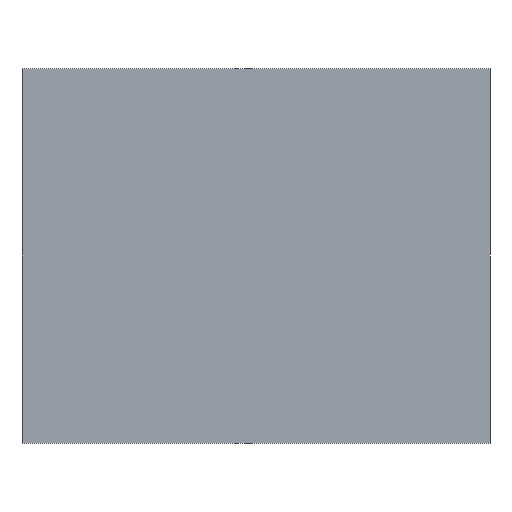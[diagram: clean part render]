
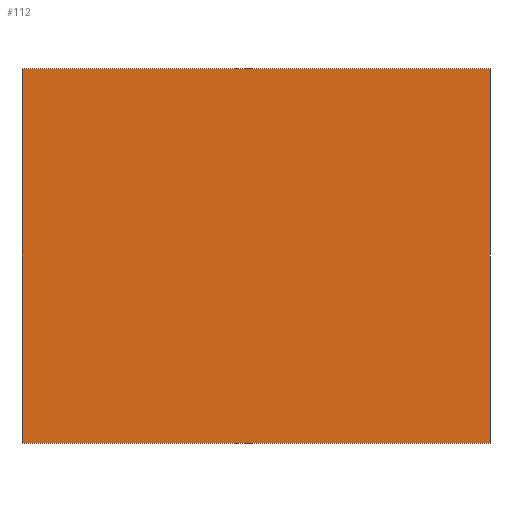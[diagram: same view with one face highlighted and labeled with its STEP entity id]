
A CAD part, front view. The second image highlights one B-rep face of the part: STEP entity #112.
In plain terms, the highlighted planar face has unit normal (0, -1, 0).
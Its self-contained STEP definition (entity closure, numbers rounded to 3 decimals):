
#14 = EDGE_CURVE ( 'NONE', #104, #191, #193, .T. ) ;
#15 = VECTOR ( 'NONE', #52, 1000. ) ;
#30 = AXIS2_PLACEMENT_3D ( 'NONE', #115, #126, #139 ) ;
#32 = ORIENTED_EDGE ( 'NONE', *, *, #14, .T. ) ;
#36 = ORIENTED_EDGE ( 'NONE', *, *, #43, .F. ) ;
#41 = LINE ( 'NONE', #121, #77 ) ;
#43 = EDGE_CURVE ( 'NONE', #197, #177, #196, .T. ) ;
#45 = CARTESIAN_POINT ( 'NONE',  ( 0., 0., 0. ) ) ;
#46 = EDGE_CURVE ( 'NONE', #197, #104, #41, .T. ) ;
#52 = DIRECTION ( 'NONE',  ( 1., 0., 0. ) ) ;
#56 = FACE_OUTER_BOUND ( 'NONE', #71, .T. ) ;
#62 = EDGE_CURVE ( 'NONE', #177, #191, #136, .T. ) ;
#64 = CARTESIAN_POINT ( 'NONE',  ( 2.5, 0., 0. ) ) ;
#71 = EDGE_LOOP ( 'NONE', ( #117, #32, #92, #36 ) ) ;
#77 = VECTOR ( 'NONE', #93, 1000. ) ;
#92 = ORIENTED_EDGE ( 'NONE', *, *, #62, .F. ) ;
#93 = DIRECTION ( 'NONE',  ( 0., 0., -1. ) ) ;
#104 = VERTEX_POINT ( 'NONE', #151 ) ;
#112 = ADVANCED_FACE ( 'NONE', ( #56 ), #116, .T. ) ;
#114 = VECTOR ( 'NONE', #179, 1000. ) ;
#115 = CARTESIAN_POINT ( 'NONE',  ( 0., 0., 0. ) ) ;
#116 = PLANE ( 'NONE',  #30 ) ;
#117 = ORIENTED_EDGE ( 'NONE', *, *, #46, .T. ) ;
#121 = CARTESIAN_POINT ( 'NONE',  ( 0., 0., 0. ) ) ;
#126 = DIRECTION ( 'NONE',  ( 0., -1., 0. ) ) ;
#131 = CARTESIAN_POINT ( 'NONE',  ( 0., 0., -2. ) ) ;
#136 = LINE ( 'NONE', #198, #114 ) ;
#139 = DIRECTION ( 'NONE',  ( 0., 0., -1. ) ) ;
#146 = CARTESIAN_POINT ( 'NONE',  ( 0., 0., 0. ) ) ;
#151 = CARTESIAN_POINT ( 'NONE',  ( 0., 0., -2. ) ) ;
#167 = CARTESIAN_POINT ( 'NONE',  ( 2.5, 0., -2. ) ) ;
#177 = VERTEX_POINT ( 'NONE', #64 ) ;
#179 = DIRECTION ( 'NONE',  ( 0., 0., -1. ) ) ;
#188 = VECTOR ( 'NONE', #195, 1000. ) ;
#191 = VERTEX_POINT ( 'NONE', #167 ) ;
#193 = LINE ( 'NONE', #131, #188 ) ;
#195 = DIRECTION ( 'NONE',  ( 1., 0., 0. ) ) ;
#196 = LINE ( 'NONE', #146, #15 ) ;
#197 = VERTEX_POINT ( 'NONE', #45 ) ;
#198 = CARTESIAN_POINT ( 'NONE',  ( 2.5, 0., 0. ) ) ;
